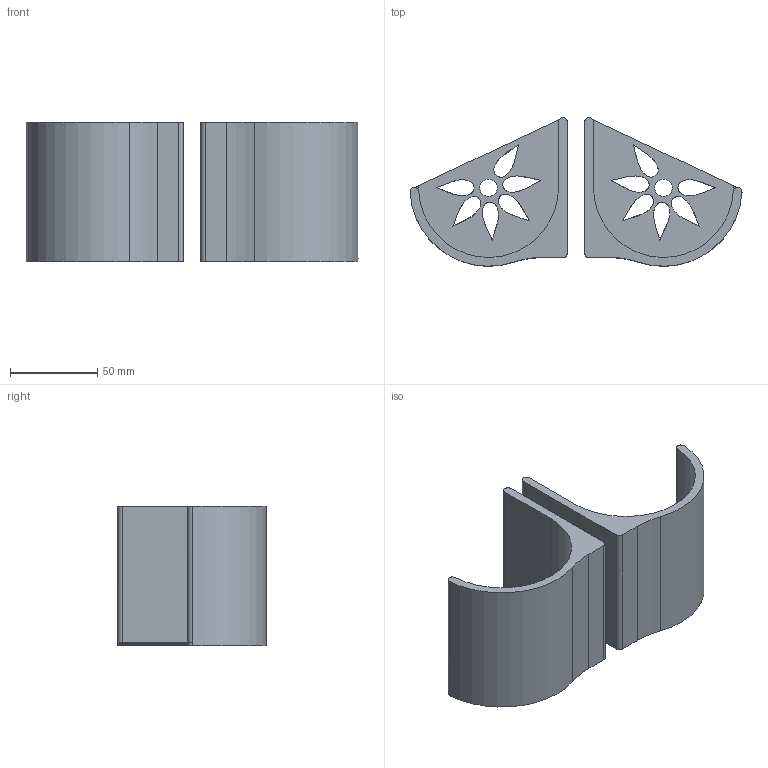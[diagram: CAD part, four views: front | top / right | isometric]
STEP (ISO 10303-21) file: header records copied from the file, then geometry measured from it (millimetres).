
FILE_DESCRIPTION(/* description */ (''),/* implementation_level */ '2;1');
FILE_NAME(/* name */ 'RollHolder.step',/* time_stamp */ '2025-11-30T15:21:27+01:00',/* author */ (''),/* organization */ (''),/* preprocessor_version */ 'ST-DEVELOPER v20.1',/* originating_system */ 'Autodesk Translation Framework v14.21.0.0',/* authorisation */ '');
FILE_SCHEMA (('AUTOMOTIVE_DESIGN { 1 0 10303 214 3 1 1 }'));
Length unit declared in the file: millimetre
Products named in the file (3): RollHolder; Roll Holder A; Roll Holder B
Assembly tree (2 placements, depth 2):
  RollHolder
    Roll Holder A
    Roll Holder B
Bounding box: 189.85 x 85 x 80 mm (x, y, z)
Volume: 196199.7 mm3; surface area: 77208 mm2
Topology: 2 solids, 2 shells, 60 faces, 169 edges, 113 vertices
Faces by surface type: bspline 24, cylinder 18, plane 18
Full cylindrical faces by diameter (mm): 10 x2
Entity records: 3379 total; most frequent: CARTESIAN_POINT 1811, ORIENTED_EDGE 338, DIRECTION 244, EDGE_CURVE 169, VERTEX_POINT 113, EDGE_LOOP 88, AXIS2_PLACEMENT_3D 82, LINE 80
